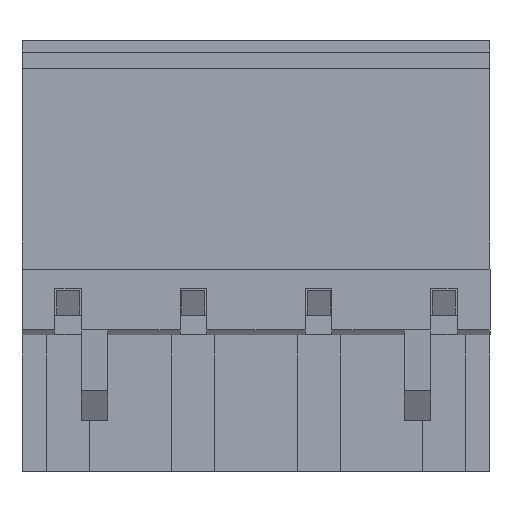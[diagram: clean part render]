
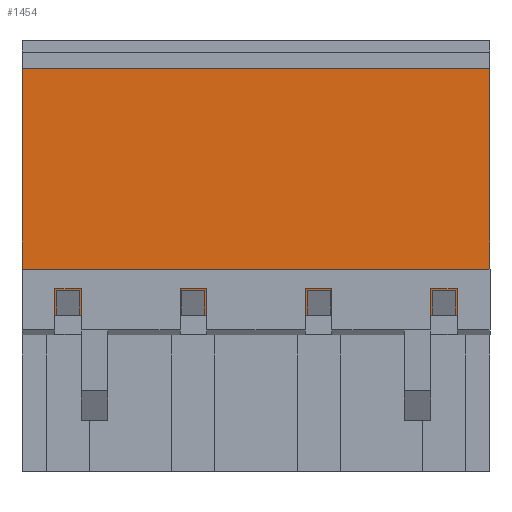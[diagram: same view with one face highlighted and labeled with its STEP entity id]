
A CAD part, front view. The second image highlights one B-rep face of the part: STEP entity #1454.
In plain terms, the highlighted planar face has unit normal (0, -1, 0).
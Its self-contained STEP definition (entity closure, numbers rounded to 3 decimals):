
#1454 = ADVANCED_FACE( '', ( #2978 ), #2979, .T. );
#2978 = FACE_OUTER_BOUND( '', #4572, .T. );
#2979 = PLANE( '', #4573 );
#4572 = EDGE_LOOP( '', ( #8507, #8508, #8509, #8510, #8511, #8512, #8513, #8514, #8515, #8516, #8517, #8518, #8519, #8520, #8521, #8522, #8523, #8524, #8525, #8526 ) );
#4573 = AXIS2_PLACEMENT_3D( '', #8527, #8528, #8529 );
#8507 = ORIENTED_EDGE( '', *, *, #11322, .T. );
#8508 = ORIENTED_EDGE( '', *, *, #11162, .T. );
#8509 = ORIENTED_EDGE( '', *, *, #10252, .F. );
#8510 = ORIENTED_EDGE( '', *, *, #11323, .T. );
#8511 = ORIENTED_EDGE( '', *, *, #11010, .F. );
#8512 = ORIENTED_EDGE( '', *, *, #10201, .F. );
#8513 = ORIENTED_EDGE( '', *, *, #10250, .F. );
#8514 = ORIENTED_EDGE( '', *, *, #11233, .T. );
#8515 = ORIENTED_EDGE( '', *, *, #9715, .T. );
#8516 = ORIENTED_EDGE( '', *, *, #11262, .F. );
#8517 = ORIENTED_EDGE( '', *, *, #10258, .F. );
#8518 = ORIENTED_EDGE( '', *, *, #9895, .F. );
#8519 = ORIENTED_EDGE( '', *, *, #11324, .T. );
#8520 = ORIENTED_EDGE( '', *, *, #10517, .T. );
#8521 = ORIENTED_EDGE( '', *, *, #10256, .F. );
#8522 = ORIENTED_EDGE( '', *, *, #10279, .F. );
#8523 = ORIENTED_EDGE( '', *, *, #10997, .T. );
#8524 = ORIENTED_EDGE( '', *, *, #10999, .T. );
#8525 = ORIENTED_EDGE( '', *, *, #10254, .F. );
#8526 = ORIENTED_EDGE( '', *, *, #10635, .F. );
#8527 = CARTESIAN_POINT( '', ( 28.46, 0., 0. ) );
#8528 = DIRECTION( '', ( 0., -1., 0. ) );
#8529 = DIRECTION( '', ( 0., 0., -1. ) );
#9715 = EDGE_CURVE( '', #11607, #11604, #11608, .T. );
#9895 = EDGE_CURVE( '', #11932, #11933, #11934, .T. );
#10201 = EDGE_CURVE( '', #12459, #12461, #12462, .T. );
#10250 = EDGE_CURVE( '', #12537, #12459, #12539, .T. );
#10252 = EDGE_CURVE( '', #12540, #12542, #12543, .T. );
#10254 = EDGE_CURVE( '', #12544, #12546, #12547, .T. );
#10256 = EDGE_CURVE( '', #12548, #12550, #12551, .T. );
#10258 = EDGE_CURVE( '', #11933, #12553, #12554, .T. );
#10279 = EDGE_CURVE( '', #12588, #12548, #12589, .T. );
#10517 = EDGE_CURVE( '', #12968, #12550, #12969, .T. );
#10635 = EDGE_CURVE( '', #13144, #12544, #13145, .T. );
#10997 = EDGE_CURVE( '', #12588, #13659, #13661, .T. );
#10999 = EDGE_CURVE( '', #13659, #12546, #13663, .T. );
#11010 = EDGE_CURVE( '', #12461, #13676, #13677, .T. );
#11162 = EDGE_CURVE( '', #13872, #12542, #13873, .T. );
#11233 = EDGE_CURVE( '', #12537, #11607, #13966, .T. );
#11262 = EDGE_CURVE( '', #12553, #11604, #14001, .T. );
#11322 = EDGE_CURVE( '', #13144, #13872, #14069, .T. );
#11323 = EDGE_CURVE( '', #12540, #13676, #14070, .T. );
#11324 = EDGE_CURVE( '', #11932, #12968, #14071, .T. );
#11604 = VERTEX_POINT( '', #14394 );
#11607 = VERTEX_POINT( '', #14398 );
#11608 = LINE( '', #14399, #14400 );
#11932 = VERTEX_POINT( '', #14856 );
#11933 = VERTEX_POINT( '', #14857 );
#11934 = LINE( '', #14858, #14859 );
#12459 = VERTEX_POINT( '', #15611 );
#12461 = VERTEX_POINT( '', #15614 );
#12462 = LINE( '', #15615, #15616 );
#12537 = VERTEX_POINT( '', #15731 );
#12539 = LINE( '', #15734, #15735 );
#12540 = VERTEX_POINT( '', #15736 );
#12542 = VERTEX_POINT( '', #15739 );
#12543 = LINE( '', #15740, #15741 );
#12544 = VERTEX_POINT( '', #15742 );
#12546 = VERTEX_POINT( '', #15745 );
#12547 = LINE( '', #15746, #15747 );
#12548 = VERTEX_POINT( '', #15748 );
#12550 = VERTEX_POINT( '', #15751 );
#12551 = LINE( '', #15752, #15753 );
#12553 = VERTEX_POINT( '', #15756 );
#12554 = LINE( '', #15757, #15758 );
#12588 = VERTEX_POINT( '', #15810 );
#12589 = LINE( '', #15811, #15812 );
#12968 = VERTEX_POINT( '', #16375 );
#12969 = LINE( '', #16376, #16377 );
#13144 = VERTEX_POINT( '', #16634 );
#13145 = LINE( '', #16635, #16636 );
#13659 = VERTEX_POINT( '', #17407 );
#13661 = LINE( '', #17410, #17411 );
#13663 = LINE( '', #17413, #17414 );
#13676 = VERTEX_POINT( '', #17432 );
#13677 = LINE( '', #17433, #17434 );
#13872 = VERTEX_POINT( '', #17721 );
#13873 = LINE( '', #17722, #17723 );
#13966 = LINE( '', #17855, #17856 );
#14001 = LINE( '', #17903, #17904 );
#14069 = LINE( '', #18005, #18006 );
#14070 = LINE( '', #18007, #18008 );
#14071 = LINE( '', #18009, #18010 );
#14394 = CARTESIAN_POINT( '', ( 0., 0., 15.9 ) );
#14398 = CARTESIAN_POINT( '', ( 28.46, 0., 15.9 ) );
#14399 = CARTESIAN_POINT( '', ( 28.46, 0., 15.9 ) );
#14400 = VECTOR( '', #18355, 1000. );
#14856 = CARTESIAN_POINT( '', ( 2.1, 0., 2.4 ) );
#14857 = CARTESIAN_POINT( '', ( 2.1, 0., 0.9 ) );
#14858 = CARTESIAN_POINT( '', ( 2.1, 0., 2.4 ) );
#14859 = VECTOR( '', #18539, 1000. );
#15611 = CARTESIAN_POINT( '', ( 26.36, 0., 0.9 ) );
#15614 = CARTESIAN_POINT( '', ( 26.36, 0., 2.4 ) );
#15615 = CARTESIAN_POINT( '', ( 26.36, 0., 0.9 ) );
#15616 = VECTOR( '', #18831, 1000. );
#15731 = CARTESIAN_POINT( '', ( 28.46, 0., 0.9 ) );
#15734 = CARTESIAN_POINT( '', ( 28.46, 0., 0.9 ) );
#15735 = VECTOR( '', #18876, 1000. );
#15736 = CARTESIAN_POINT( '', ( 24.96, 0., 0.9 ) );
#15739 = CARTESIAN_POINT( '', ( 18.74, 0., 0.9 ) );
#15740 = CARTESIAN_POINT( '', ( 28.46, 0., 0.9 ) );
#15741 = VECTOR( '', #18878, 1000. );
#15742 = CARTESIAN_POINT( '', ( 17.34, 0., 0.9 ) );
#15745 = CARTESIAN_POINT( '', ( 11.12, 0., 0.9 ) );
#15746 = CARTESIAN_POINT( '', ( 28.46, 0., 0.9 ) );
#15747 = VECTOR( '', #18880, 1000. );
#15748 = CARTESIAN_POINT( '', ( 9.72, 0., 0.9 ) );
#15751 = CARTESIAN_POINT( '', ( 3.5, 0., 0.9 ) );
#15752 = CARTESIAN_POINT( '', ( 28.46, 0., 0.9 ) );
#15753 = VECTOR( '', #18882, 1000. );
#15756 = CARTESIAN_POINT( '', ( 0., 0., 0.9 ) );
#15757 = CARTESIAN_POINT( '', ( 28.46, 0., 0.9 ) );
#15758 = VECTOR( '', #18884, 1000. );
#15810 = CARTESIAN_POINT( '', ( 9.72, 0., 2.4 ) );
#15811 = CARTESIAN_POINT( '', ( 9.72, 0., 2.4 ) );
#15812 = VECTOR( '', #18903, 1000. );
#16375 = CARTESIAN_POINT( '', ( 3.5, 0., 2.4 ) );
#16376 = CARTESIAN_POINT( '', ( 3.5, 0., 2.4 ) );
#16377 = VECTOR( '', #19114, 1000. );
#16634 = CARTESIAN_POINT( '', ( 17.34, 0., 2.4 ) );
#16635 = CARTESIAN_POINT( '', ( 17.34, 0., 2.4 ) );
#16636 = VECTOR( '', #19226, 1000. );
#17407 = CARTESIAN_POINT( '', ( 11.12, 0., 2.4 ) );
#17410 = CARTESIAN_POINT( '', ( 9.72, 0., 2.4 ) );
#17411 = VECTOR( '', #19548, 1000. );
#17413 = CARTESIAN_POINT( '', ( 11.12, 0., 2.4 ) );
#17414 = VECTOR( '', #19549, 1000. );
#17432 = CARTESIAN_POINT( '', ( 24.96, 0., 2.4 ) );
#17433 = CARTESIAN_POINT( '', ( 26.36, 0., 2.4 ) );
#17434 = VECTOR( '', #19558, 1000. );
#17721 = CARTESIAN_POINT( '', ( 18.74, 0., 2.4 ) );
#17722 = CARTESIAN_POINT( '', ( 18.74, 0., 2.4 ) );
#17723 = VECTOR( '', #19678, 1000. );
#17855 = CARTESIAN_POINT( '', ( 28.46, 0., 0. ) );
#17856 = VECTOR( '', #19760, 1000. );
#17903 = CARTESIAN_POINT( '', ( 0., 0., 0. ) );
#17904 = VECTOR( '', #19776, 1000. );
#18005 = CARTESIAN_POINT( '', ( 17.34, 0., 2.4 ) );
#18006 = VECTOR( '', #19810, 1000. );
#18007 = CARTESIAN_POINT( '', ( 24.96, 0., 0.9 ) );
#18008 = VECTOR( '', #19811, 1000. );
#18009 = CARTESIAN_POINT( '', ( 2.1, 0., 2.4 ) );
#18010 = VECTOR( '', #19812, 1000. );
#18355 = DIRECTION( '', ( -1., 0., 0. ) );
#18539 = DIRECTION( '', ( 0., 0., -1. ) );
#18831 = DIRECTION( '', ( 0., 0., 1. ) );
#18876 = DIRECTION( '', ( -1., 0., 0. ) );
#18878 = DIRECTION( '', ( -1., 0., 0. ) );
#18880 = DIRECTION( '', ( -1., 0., 0. ) );
#18882 = DIRECTION( '', ( -1., 0., 0. ) );
#18884 = DIRECTION( '', ( -1., 0., 0. ) );
#18903 = DIRECTION( '', ( 0., 0., -1. ) );
#19114 = DIRECTION( '', ( 0., 0., -1. ) );
#19226 = DIRECTION( '', ( 0., 0., -1. ) );
#19548 = DIRECTION( '', ( 1., 0., 0. ) );
#19549 = DIRECTION( '', ( 0., 0., -1. ) );
#19558 = DIRECTION( '', ( -1., 0., 0. ) );
#19678 = DIRECTION( '', ( 0., 0., -1. ) );
#19760 = DIRECTION( '', ( 0., 0., 1. ) );
#19776 = DIRECTION( '', ( 0., 0., 1. ) );
#19810 = DIRECTION( '', ( 1., 0., 0. ) );
#19811 = DIRECTION( '', ( 0., 0., 1. ) );
#19812 = DIRECTION( '', ( 1., 0., 0. ) );
